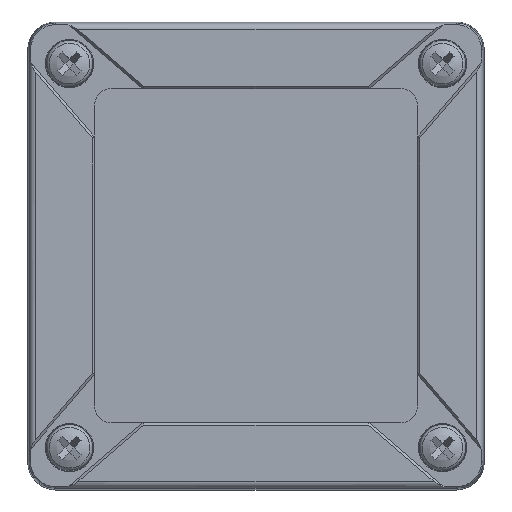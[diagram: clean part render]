
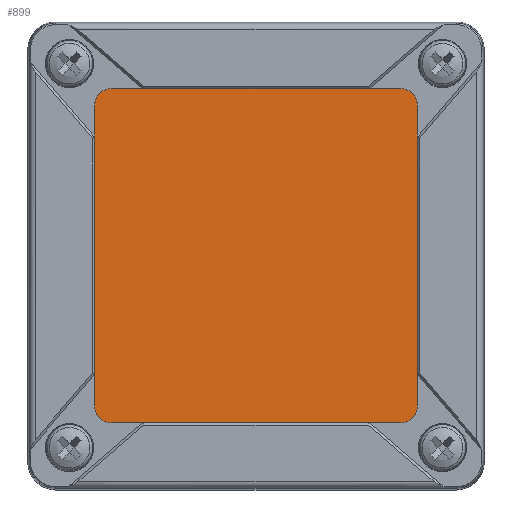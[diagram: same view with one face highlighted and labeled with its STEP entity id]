
A CAD part, top view. The second image highlights one B-rep face of the part: STEP entity #899.
In plain terms, the highlighted planar face has unit normal (0, 0, 1).
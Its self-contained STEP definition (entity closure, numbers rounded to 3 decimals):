
#899 = ADVANCED_FACE( '', ( #2285 ), #2286, .T. );
#2285 = FACE_OUTER_BOUND( '', #4245, .T. );
#2286 = PLANE( '', #4246 );
#4245 = EDGE_LOOP( '', ( #6772, #6773, #6774, #6775, #6776, #6777, #6778, #6779 ) );
#4246 = AXIS2_PLACEMENT_3D( '', #6780, #6781, #6782 );
#6772 = ORIENTED_EDGE( '', *, *, #11947, .T. );
#6773 = ORIENTED_EDGE( '', *, *, #11948, .T. );
#6774 = ORIENTED_EDGE( '', *, *, #11949, .T. );
#6775 = ORIENTED_EDGE( '', *, *, #11950, .T. );
#6776 = ORIENTED_EDGE( '', *, *, #11951, .T. );
#6777 = ORIENTED_EDGE( '', *, *, #11952, .T. );
#6778 = ORIENTED_EDGE( '', *, *, #11953, .T. );
#6779 = ORIENTED_EDGE( '', *, *, #11954, .T. );
#6780 = CARTESIAN_POINT( '', ( -26., 27., 14.1 ) );
#6781 = DIRECTION( '', ( 0., 0., 1. ) );
#6782 = DIRECTION( '', ( 1., 0., 0. ) );
#11947 = EDGE_CURVE( '', #14521, #14522, #14523, .T. );
#11948 = EDGE_CURVE( '', #14522, #14524, #14525, .T. );
#11949 = EDGE_CURVE( '', #14524, #14526, #14527, .T. );
#11950 = EDGE_CURVE( '', #14526, #14528, #14529, .T. );
#11951 = EDGE_CURVE( '', #14528, #14530, #14531, .T. );
#11952 = EDGE_CURVE( '', #14530, #14532, #14533, .T. );
#11953 = EDGE_CURVE( '', #14532, #14534, #14535, .T. );
#11954 = EDGE_CURVE( '', #14534, #14521, #14536, .T. );
#14521 = VERTEX_POINT( '', #18122 );
#14522 = VERTEX_POINT( '', #18123 );
#14523 = CIRCLE( '', #18124, 3. );
#14524 = VERTEX_POINT( '', #18125 );
#14525 = LINE( '', #18126, #18127 );
#14526 = VERTEX_POINT( '', #18128 );
#14527 = CIRCLE( '', #18129, 3. );
#14528 = VERTEX_POINT( '', #18130 );
#14529 = LINE( '', #18131, #18132 );
#14530 = VERTEX_POINT( '', #18133 );
#14531 = CIRCLE( '', #18134, 3. );
#14532 = VERTEX_POINT( '', #18135 );
#14533 = LINE( '', #18136, #18137 );
#14534 = VERTEX_POINT( '', #18138 );
#14535 = CIRCLE( '', #18139, 3. );
#14536 = LINE( '', #18140, #18141 );
#18122 = CARTESIAN_POINT( '', ( -26., 30., 14.1 ) );
#18123 = CARTESIAN_POINT( '', ( -29., 27., 14.1 ) );
#18124 = AXIS2_PLACEMENT_3D( '', #22398, #22399, #22400 );
#18125 = CARTESIAN_POINT( '', ( -29., -27., 14.1 ) );
#18126 = CARTESIAN_POINT( '', ( -29., 27., 14.1 ) );
#18127 = VECTOR( '', #22401, 1000. );
#18128 = CARTESIAN_POINT( '', ( -26., -30., 14.1 ) );
#18129 = AXIS2_PLACEMENT_3D( '', #22402, #22403, #22404 );
#18130 = CARTESIAN_POINT( '', ( 26., -30., 14.1 ) );
#18131 = CARTESIAN_POINT( '', ( -26., -30., 14.1 ) );
#18132 = VECTOR( '', #22405, 1000. );
#18133 = CARTESIAN_POINT( '', ( 29., -27., 14.1 ) );
#18134 = AXIS2_PLACEMENT_3D( '', #22406, #22407, #22408 );
#18135 = CARTESIAN_POINT( '', ( 29., 27., 14.1 ) );
#18136 = CARTESIAN_POINT( '', ( 29., -27., 14.1 ) );
#18137 = VECTOR( '', #22409, 1000. );
#18138 = CARTESIAN_POINT( '', ( 26., 30., 14.1 ) );
#18139 = AXIS2_PLACEMENT_3D( '', #22410, #22411, #22412 );
#18140 = CARTESIAN_POINT( '', ( 26., 30., 14.1 ) );
#18141 = VECTOR( '', #22413, 1000. );
#22398 = CARTESIAN_POINT( '', ( -26., 27., 14.1 ) );
#22399 = DIRECTION( '', ( 0., 0., 1. ) );
#22400 = DIRECTION( '', ( 1., 0., 0. ) );
#22401 = DIRECTION( '', ( 0., -1., 0. ) );
#22402 = CARTESIAN_POINT( '', ( -26., -27., 14.1 ) );
#22403 = DIRECTION( '', ( 0., 0., 1. ) );
#22404 = DIRECTION( '', ( 1., 0., 0. ) );
#22405 = DIRECTION( '', ( 1., 0., 0. ) );
#22406 = CARTESIAN_POINT( '', ( 26., -27., 14.1 ) );
#22407 = DIRECTION( '', ( 0., 0., 1. ) );
#22408 = DIRECTION( '', ( 1., 0., 0. ) );
#22409 = DIRECTION( '', ( 0., 1., 0. ) );
#22410 = CARTESIAN_POINT( '', ( 26., 27., 14.1 ) );
#22411 = DIRECTION( '', ( 0., 0., 1. ) );
#22412 = DIRECTION( '', ( 1., 0., 0. ) );
#22413 = DIRECTION( '', ( -1., 0., 0. ) );
